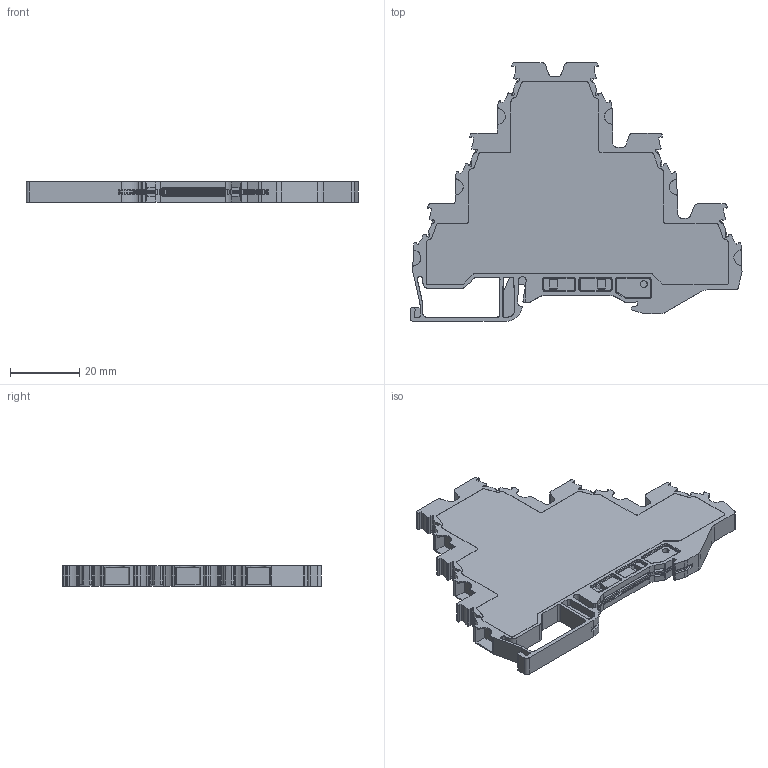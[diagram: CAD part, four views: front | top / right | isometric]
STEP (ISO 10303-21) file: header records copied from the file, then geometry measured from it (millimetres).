
FILE_DESCRIPTION (( 'STEP AP203' ), '1' );
FILE_NAME ('MRK 2,5mm 3K Klemens.STEP', '2021-11-29T06:50:12', ( '' ), ( '' ), 'SwSTEP 2.0', 'SolidWorks 2019', '' );
FILE_SCHEMA (( 'CONFIG_CONTROL_DESIGN' ));
Length unit declared in the file: millimetre
Products named in the file (1): MRK 2,5mm 3K Klemens
Bounding box: 96.2 x 75 x 5.85 mm (x, y, z)
Volume: 22731.8 mm3; surface area: 14306.1 mm2
Topology: 1 solids, 2 shells, 1124 faces, 3127 edges, 2020 vertices
Faces by surface type: plane 470, cylinder 398, torus 128, cone 119, bspline 9
Entity records: 37229 total; most frequent: CARTESIAN_POINT 7684, DIRECTION 6372, ORIENTED_EDGE 6254, EDGE_CURVE 3127, AXIS2_PLACEMENT_3D 2323, VERTEX_POINT 2020, VECTOR 1726, LINE 1726
